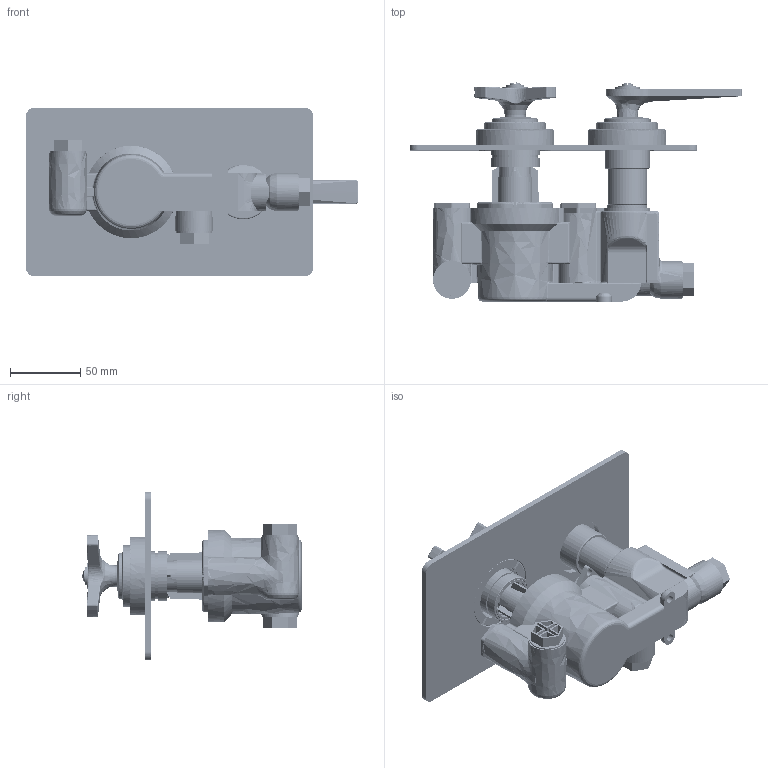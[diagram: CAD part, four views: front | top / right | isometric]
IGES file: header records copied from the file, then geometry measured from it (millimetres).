
Global section: file name: V701-TLF; native system: Autodesk Inventor 2018; preprocessor: unknown; author: adaniels; date: 20171002.154737; units: millimetre
Bounding box: 236.89 x 156.43 x 120 mm (x, y, z)
Volume: 489684.9 mm3; surface area: 288201.4 mm2
Topology: 62 solids, 67 shells, 2909 faces, 7830 edges, 5213 vertices
Faces by surface type: bspline 2909
